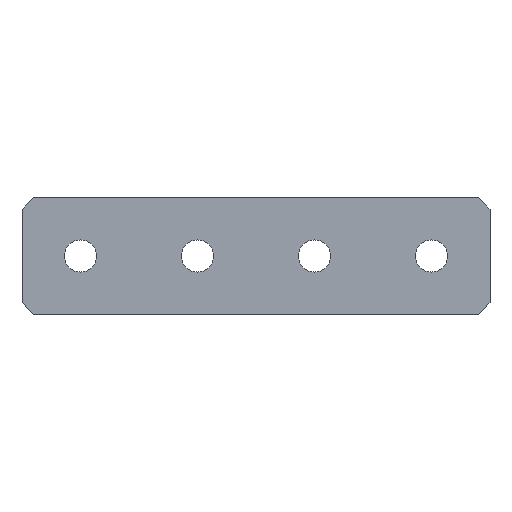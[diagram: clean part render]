
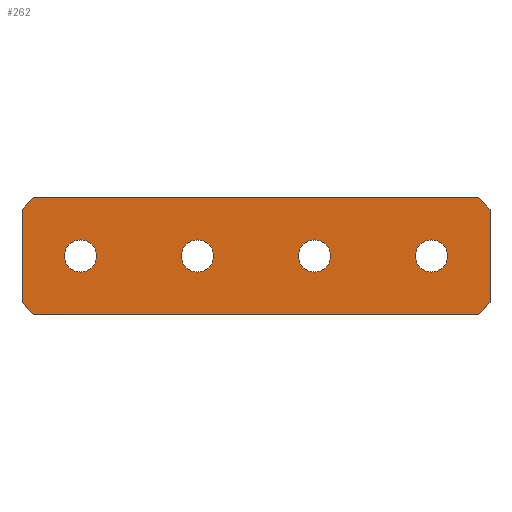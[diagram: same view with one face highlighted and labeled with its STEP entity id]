
A CAD part, top view. The second image highlights one B-rep face of the part: STEP entity #262.
In plain terms, the highlighted planar face has unit normal (0, 0, 1).
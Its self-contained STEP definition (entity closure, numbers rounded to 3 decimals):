
#14=LINE('',#389,#38);
#18=LINE('',#397,#42);
#21=LINE('',#403,#45);
#22=LINE('',#405,#46);
#23=LINE('',#407,#47);
#24=LINE('',#409,#48);
#25=LINE('',#411,#49);
#26=LINE('',#412,#50);
#38=VECTOR('',#323,2.828);
#42=VECTOR('',#329,76.);
#45=VECTOR('',#334,16.);
#46=VECTOR('',#335,2.828);
#47=VECTOR('',#336,76.);
#48=VECTOR('',#337,2.828);
#49=VECTOR('',#338,16.);
#50=VECTOR('',#339,2.828);
#64=PLANE('',#287);
#76=FACE_BOUND('',#108,.T.);
#77=FACE_BOUND('',#109,.T.);
#78=FACE_BOUND('',#110,.T.);
#79=FACE_BOUND('',#111,.T.);
#80=FACE_BOUND('',#112,.T.);
#108=EDGE_LOOP('',(#204));
#109=EDGE_LOOP('',(#205));
#110=EDGE_LOOP('',(#206));
#111=EDGE_LOOP('',(#207));
#112=EDGE_LOOP('',(#208,#209,#210,#211,#212,#213,#214,#215));
#125=CIRCLE('',#275,2.75);
#127=CIRCLE('',#278,2.75);
#129=CIRCLE('',#281,2.75);
#131=CIRCLE('',#284,2.75);
#133=VERTEX_POINT('',#369);
#135=VERTEX_POINT('',#374);
#137=VERTEX_POINT('',#379);
#139=VERTEX_POINT('',#384);
#140=VERTEX_POINT('',#387);
#141=VERTEX_POINT('',#388);
#144=VERTEX_POINT('',#396);
#146=VERTEX_POINT('',#402);
#147=VERTEX_POINT('',#404);
#148=VERTEX_POINT('',#406);
#149=VERTEX_POINT('',#408);
#150=VERTEX_POINT('',#410);
#157=EDGE_CURVE('',#133,#133,#125,.T.);
#159=EDGE_CURVE('',#135,#135,#127,.T.);
#161=EDGE_CURVE('',#137,#137,#129,.T.);
#163=EDGE_CURVE('',#139,#139,#131,.T.);
#164=EDGE_CURVE('',#140,#141,#14,.T.);
#168=EDGE_CURVE('',#144,#141,#18,.T.);
#171=EDGE_CURVE('',#140,#146,#21,.T.);
#172=EDGE_CURVE('',#147,#146,#22,.T.);
#173=EDGE_CURVE('',#147,#148,#23,.T.);
#174=EDGE_CURVE('',#149,#148,#24,.T.);
#175=EDGE_CURVE('',#149,#150,#25,.T.);
#176=EDGE_CURVE('',#144,#150,#26,.T.);
#204=ORIENTED_EDGE('',*,*,#157,.T.);
#205=ORIENTED_EDGE('',*,*,#159,.T.);
#206=ORIENTED_EDGE('',*,*,#161,.T.);
#207=ORIENTED_EDGE('',*,*,#163,.T.);
#208=ORIENTED_EDGE('',*,*,#164,.F.);
#209=ORIENTED_EDGE('',*,*,#171,.T.);
#210=ORIENTED_EDGE('',*,*,#172,.F.);
#211=ORIENTED_EDGE('',*,*,#173,.T.);
#212=ORIENTED_EDGE('',*,*,#174,.F.);
#213=ORIENTED_EDGE('',*,*,#175,.T.);
#214=ORIENTED_EDGE('',*,*,#176,.F.);
#215=ORIENTED_EDGE('',*,*,#168,.T.);
#262=ADVANCED_FACE('',(#76,#77,#78,#79,#80),#64,.T.);
#275=AXIS2_PLACEMENT_3D('',#370,#301,#302);
#278=AXIS2_PLACEMENT_3D('',#375,#307,#308);
#281=AXIS2_PLACEMENT_3D('',#380,#313,#314);
#284=AXIS2_PLACEMENT_3D('',#385,#319,#320);
#287=AXIS2_PLACEMENT_3D('',#401,#332,#333);
#301=DIRECTION('center_axis',(0.,0.,-1.));
#302=DIRECTION('ref_axis',(1.,0.,0.));
#307=DIRECTION('center_axis',(0.,0.,-1.));
#308=DIRECTION('ref_axis',(1.,0.,0.));
#313=DIRECTION('center_axis',(0.,0.,-1.));
#314=DIRECTION('ref_axis',(1.,0.,0.));
#319=DIRECTION('center_axis',(0.,0.,-1.));
#320=DIRECTION('ref_axis',(1.,0.,0.));
#323=DIRECTION('',(-0.707,-0.707,0.));
#329=DIRECTION('',(1.,0.,0.));
#332=DIRECTION('center_axis',(0.,0.,1.));
#333=DIRECTION('ref_axis',(1.,0.,0.));
#334=DIRECTION('',(0.,1.,0.));
#335=DIRECTION('',(0.707,-0.707,0.));
#336=DIRECTION('',(-1.,0.,0.));
#337=DIRECTION('',(0.707,0.707,0.));
#338=DIRECTION('',(0.,-1.,0.));
#339=DIRECTION('',(-0.707,0.707,0.));
#369=CARTESIAN_POINT('',(-7.25,0.,3.));
#370=CARTESIAN_POINT('Origin',(-10.,0.,3.));
#374=CARTESIAN_POINT('',(32.75,0.,3.));
#375=CARTESIAN_POINT('Origin',(30.,0.,3.));
#379=CARTESIAN_POINT('',(-27.25,0.,3.));
#380=CARTESIAN_POINT('Origin',(-30.,0.,3.));
#384=CARTESIAN_POINT('',(12.75,0.,3.));
#385=CARTESIAN_POINT('Origin',(10.,0.,3.));
#387=CARTESIAN_POINT('',(40.,-8.,3.));
#388=CARTESIAN_POINT('',(38.,-10.,3.));
#389=CARTESIAN_POINT('',(31.5,-16.5,3.));
#396=CARTESIAN_POINT('',(-38.,-10.,3.));
#397=CARTESIAN_POINT('',(-40.,-10.,3.));
#401=CARTESIAN_POINT('Origin',(0.,0.,3.));
#402=CARTESIAN_POINT('',(40.,8.,3.));
#403=CARTESIAN_POINT('',(40.,-10.,3.));
#404=CARTESIAN_POINT('',(38.,10.,3.));
#405=CARTESIAN_POINT('',(31.5,16.5,3.));
#406=CARTESIAN_POINT('',(-38.,10.,3.));
#407=CARTESIAN_POINT('',(40.,10.,3.));
#408=CARTESIAN_POINT('',(-40.,8.,3.));
#409=CARTESIAN_POINT('',(-31.5,16.5,3.));
#410=CARTESIAN_POINT('',(-40.,-8.,3.));
#411=CARTESIAN_POINT('',(-40.,10.,3.));
#412=CARTESIAN_POINT('',(-31.5,-16.5,3.));
